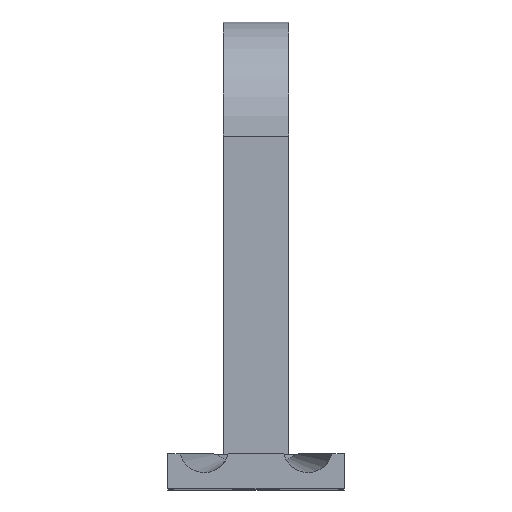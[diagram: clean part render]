
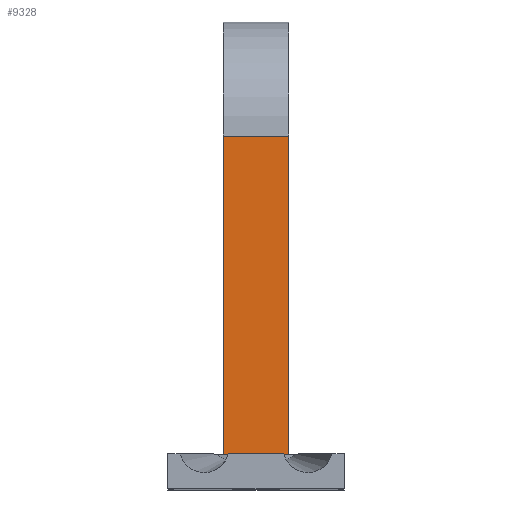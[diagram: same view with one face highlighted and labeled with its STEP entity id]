
A CAD part, top view. The second image highlights one B-rep face of the part: STEP entity #9328.
In plain terms, the highlighted planar face has unit normal (0, 0, 1).
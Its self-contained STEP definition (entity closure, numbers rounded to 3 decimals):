
#315 = CARTESIAN_POINT ( 'NONE',  ( 6., 65., -34. ) ) ;
#410 = DIRECTION ( 'NONE',  ( 0., -1., 0. ) ) ;
#582 = VECTOR ( 'NONE', #8320, 1000. ) ;
#587 = EDGE_CURVE ( 'NONE', #2722, #8537, #4351, .T. ) ;
#1065 = LINE ( 'NONE', #8145, #7210 ) ;
#1419 = CARTESIAN_POINT ( 'NONE',  ( -6., 65., -34. ) ) ;
#1639 = ORIENTED_EDGE ( 'NONE', *, *, #587, .T. ) ;
#1794 = DIRECTION ( 'NONE',  ( 0., -1., 0. ) ) ;
#1979 = CARTESIAN_POINT ( 'NONE',  ( 6., 65., -34. ) ) ;
#2222 = CARTESIAN_POINT ( 'NONE',  ( -6., 6.5, -34. ) ) ;
#2370 = ORIENTED_EDGE ( 'NONE', *, *, #2513, .T. ) ;
#2488 = VERTEX_POINT ( 'NONE', #2222 ) ;
#2513 = EDGE_CURVE ( 'NONE', #2488, #3299, #1065, .T. ) ;
#2529 = CARTESIAN_POINT ( 'NONE',  ( 6., 65., -34. ) ) ;
#2722 = VERTEX_POINT ( 'NONE', #315 ) ;
#2733 = DIRECTION ( 'NONE',  ( 0., 0., 1. ) ) ;
#3168 = EDGE_LOOP ( 'NONE', ( #6423, #2370, #5933, #1639 ) ) ;
#3299 = VERTEX_POINT ( 'NONE', #8170 ) ;
#3774 = DIRECTION ( 'NONE',  ( 1., 0., 0. ) ) ;
#4351 = LINE ( 'NONE', #8333, #582 ) ;
#4919 = PLANE ( 'NONE',  #5952 ) ;
#5137 = LINE ( 'NONE', #2529, #8791 ) ;
#5647 = CARTESIAN_POINT ( 'NONE',  ( -6., 65., -34. ) ) ;
#5784 = EDGE_CURVE ( 'NONE', #8537, #2488, #8643, .T. ) ;
#5933 = ORIENTED_EDGE ( 'NONE', *, *, #9530, .F. ) ;
#5952 = AXIS2_PLACEMENT_3D ( 'NONE', #1979, #2733, #7856 ) ;
#6044 = FACE_OUTER_BOUND ( 'NONE', #3168, .T. ) ;
#6423 = ORIENTED_EDGE ( 'NONE', *, *, #5784, .T. ) ;
#6701 = VECTOR ( 'NONE', #410, 1000. ) ;
#7210 = VECTOR ( 'NONE', #3774, 1000. ) ;
#7856 = DIRECTION ( 'NONE',  ( 1., 0., 0. ) ) ;
#8145 = CARTESIAN_POINT ( 'NONE',  ( 0., 6.5, -34. ) ) ;
#8170 = CARTESIAN_POINT ( 'NONE',  ( 6., 6.5, -34. ) ) ;
#8320 = DIRECTION ( 'NONE',  ( -1., 0., 0. ) ) ;
#8333 = CARTESIAN_POINT ( 'NONE',  ( 6., 65., -34. ) ) ;
#8537 = VERTEX_POINT ( 'NONE', #1419 ) ;
#8643 = LINE ( 'NONE', #5647, #6701 ) ;
#8791 = VECTOR ( 'NONE', #1794, 1000. ) ;
#9328 = ADVANCED_FACE ( 'NONE', ( #6044 ), #4919, .T. ) ;
#9530 = EDGE_CURVE ( 'NONE', #2722, #3299, #5137, .T. ) ;
